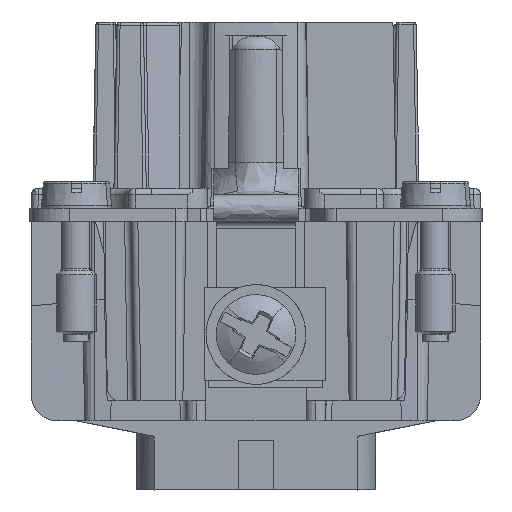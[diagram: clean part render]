
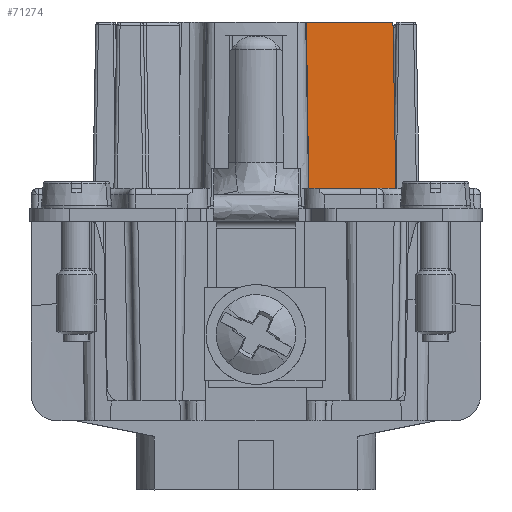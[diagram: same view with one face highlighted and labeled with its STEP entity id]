
A CAD part, front view. The second image highlights one B-rep face of the part: STEP entity #71274.
In plain terms, the highlighted planar face has unit normal (0, -1, 0.018).
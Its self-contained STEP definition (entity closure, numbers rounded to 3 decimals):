
#71261=AXIS2_PLACEMENT_3D('Plane Axis2P3D',#71258,#71259,#71260) ;
#52120=CARTESIAN_POINT('Vertex',(20.966,13.952,22.7)) ;
#52538=CARTESIAN_POINT('Vertex',(27.518,13.952,22.7)) ;
#52541=CARTESIAN_POINT('Line Origine',(24.242,13.952,22.7)) ;
#70076=CARTESIAN_POINT('Control Point',(20.791,14.171,35.2)) ;
#70077=CARTESIAN_POINT('Control Point',(20.834,14.112,31.861)) ;
#70078=CARTESIAN_POINT('Control Point',(20.878,14.056,28.642)) ;
#70079=CARTESIAN_POINT('Control Point',(20.923,14.003,25.577)) ;
#70080=CARTESIAN_POINT('Control Point',(20.966,13.952,22.7)) ;
#70081=CARTESIAN_POINT('Vertex',(20.791,14.171,35.2)) ;
#71243=CARTESIAN_POINT('Vertex',(27.3,14.171,35.2)) ;
#71246=CARTESIAN_POINT('Line Origine',(27.409,14.062,28.95)) ;
#71258=CARTESIAN_POINT('Axis2P3D Location',(20.8,14.171,35.2)) ;
#71263=CARTESIAN_POINT('Line Origine',(24.046,14.171,35.2)) ;
#52542=DIRECTION('Vector Direction',(1.,0.,0.)) ;
#71247=DIRECTION('Vector Direction',(-0.017,0.017,1.)) ;
#71259=DIRECTION('Axis2P3D Direction',(0.,1.,-0.017)) ;
#71260=DIRECTION('Axis2P3D XDirection',(1.,0.,0.)) ;
#71264=DIRECTION('Vector Direction',(1.,0.,0.)) ;
#52543=VECTOR('Line Direction',#52542,1.) ;
#71248=VECTOR('Line Direction',#71247,1.) ;
#71265=VECTOR('Line Direction',#71264,1.) ;
#71269=ORIENTED_EDGE('',*,*,#70083,.T.) ;
#71270=ORIENTED_EDGE('',*,*,#52545,.T.) ;
#71271=ORIENTED_EDGE('',*,*,#71250,.T.) ;
#71272=ORIENTED_EDGE('',*,*,#71267,.F.) ;
#71274=ADVANCED_FACE('Hauptk\X2\00F6\X0\rper',(#71273),#71262,.F.) ;
#70075=B_SPLINE_CURVE_WITH_KNOTS('',4,(#70076,#70077,#70078,#70079,#70080),.UNSPECIFIED.,.F.,.U.,(5,5),(0.,23.368),.UNSPECIFIED.) ;
#52545=EDGE_CURVE('',#52121,#52539,#52544,.T.) ;
#70083=EDGE_CURVE('',#70082,#52121,#70075,.T.) ;
#71250=EDGE_CURVE('',#52539,#71244,#71249,.T.) ;
#71267=EDGE_CURVE('',#70082,#71244,#71266,.T.) ;
#71268=EDGE_LOOP('',(#71269,#71270,#71271,#71272)) ;
#71273=FACE_OUTER_BOUND('',#71268,.T.) ;
#52544=LINE('Line',#52541,#52543) ;
#71249=LINE('Line',#71246,#71248) ;
#71266=LINE('Line',#71263,#71265) ;
#71262=PLANE('',#71261) ;
#52121=VERTEX_POINT('',#52120) ;
#52539=VERTEX_POINT('',#52538) ;
#70082=VERTEX_POINT('',#70081) ;
#71244=VERTEX_POINT('',#71243) ;
